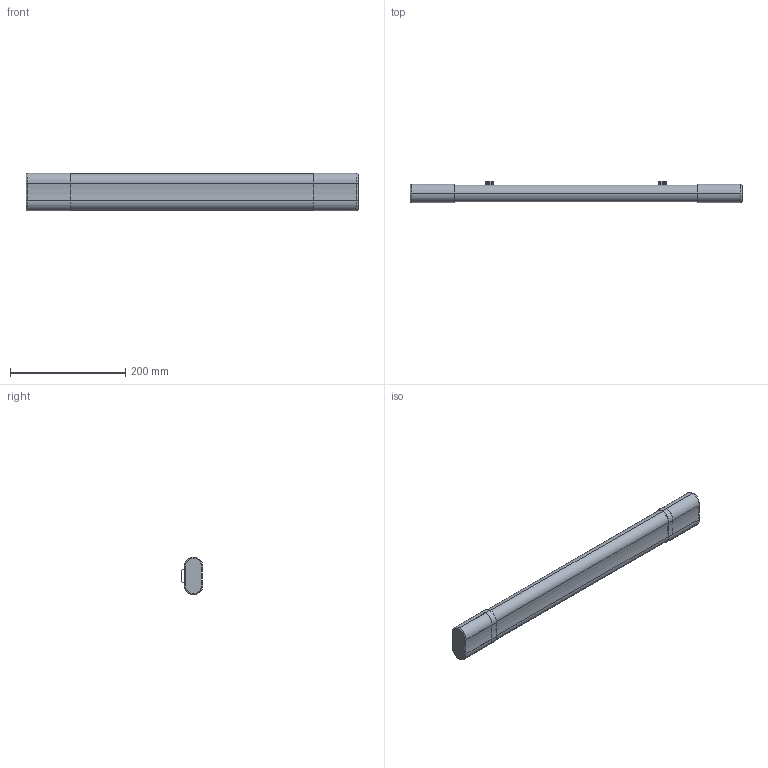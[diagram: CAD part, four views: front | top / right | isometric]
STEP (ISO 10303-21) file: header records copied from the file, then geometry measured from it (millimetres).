
FILE_DESCRIPTION (( 'STEP AP214' ), '1' );
FILE_NAME ('LDBO0-6003-18-6500-K01_Ñâåòèëüíèê LED ÄÁÎ 6003 18Âò 6500Ê IP40 600ìì îïàë. IEK.STEP', '2019-03-22T12:41:09', ( '' ), ( '' ), 'SwSTEP 2.0', 'SolidWorks 2017', '' );
FILE_SCHEMA (( 'AUTOMOTIVE_DESIGN' ));
Length unit declared in the file: millimetre
Products named in the file (1): LDBO0-6003-18-6500-K01_Ñâåòèëüíèê LED ÄÁÎ 6003 18Âò 6500Ê IP40 600ìì îïàë. IEK
Bounding box: 575 x 37.13 x 65.5 mm (x, y, z)
Volume: 731937.5 mm3; surface area: 138055.9 mm2
Topology: 3 solids, 3 shells, 373 faces, 997 edges, 638 vertices
Faces by surface type: cylinder 158, plane 119, torus 48, bspline 48
Entity records: 13299 total; most frequent: CARTESIAN_POINT 4119, ORIENTED_EDGE 1994, DIRECTION 1857, EDGE_CURVE 997, AXIS2_PLACEMENT_3D 692, VERTEX_POINT 638, LINE 473, VECTOR 473
